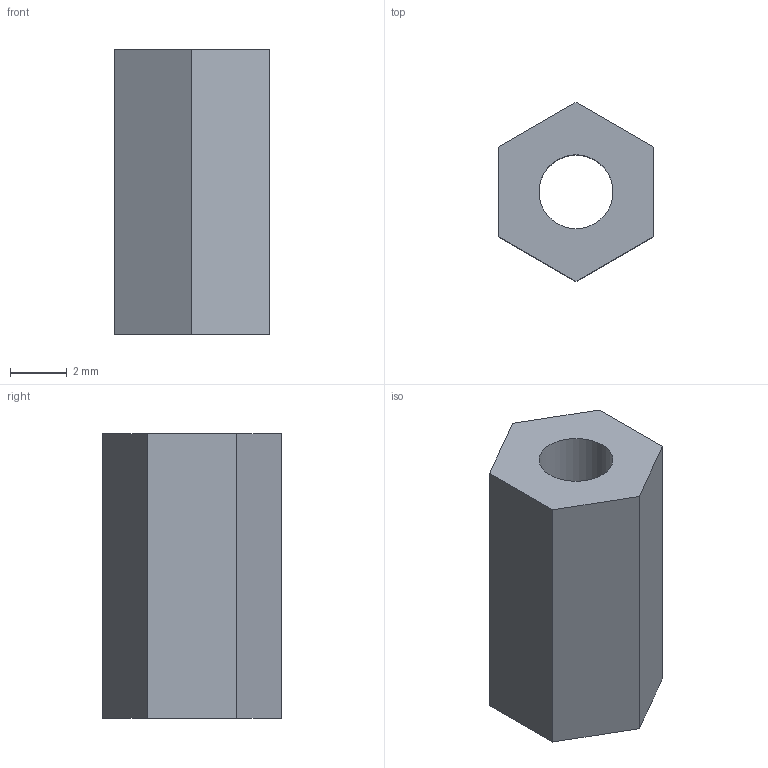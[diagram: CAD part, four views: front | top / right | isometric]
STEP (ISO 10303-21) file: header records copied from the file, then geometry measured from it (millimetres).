
FILE_DESCRIPTION(/* description */ ('Alibre Inc.'),/* implementation_level */ '2;1');
FILE_NAME(/* name */ 'export-C65FEB1F-9463-4234-B45F-86D6F26E9822',/* time_stamp */ '2022-10-02T00:45:19-07:00',/* author */ (''),/* organization */ (''),/* preprocessor_version */ 'ST-DEVELOPER v17',/* originating_system */ 'Alibre',/* authorisation */ '');
FILE_SCHEMA (('CONFIG_CONTROL_DESIGN'));
Length unit declared in the file: centimetre
Bounding box: 5.45 x 6.29 x 10 mm (x, y, z)
Volume: 204.1 mm3; surface area: 311.3 mm2
Topology: 1 solids, 1 shells, 9 faces, 21 edges, 14 vertices
Faces by surface type: plane 8, cylinder 1
Full cylindrical faces by diameter (mm): 2.6 x1
Entity records: 333 total; most frequent: CARTESIAN_POINT 43, ORIENTED_EDGE 40, DIRECTION 32, EDGE_CURVE 20, VECTOR 18, LINE 18, VERTEX_POINT 14, EDGE_LOOP 12
